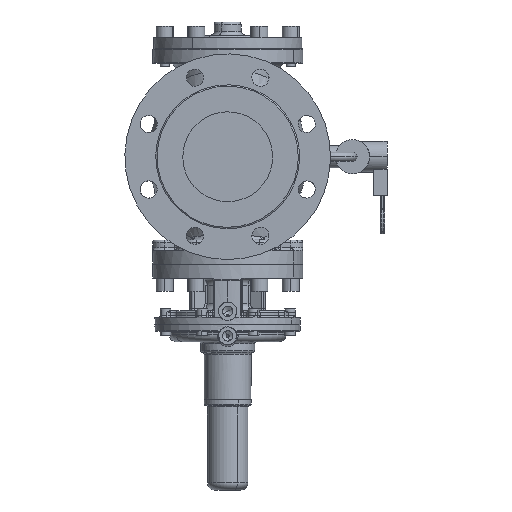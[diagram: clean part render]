
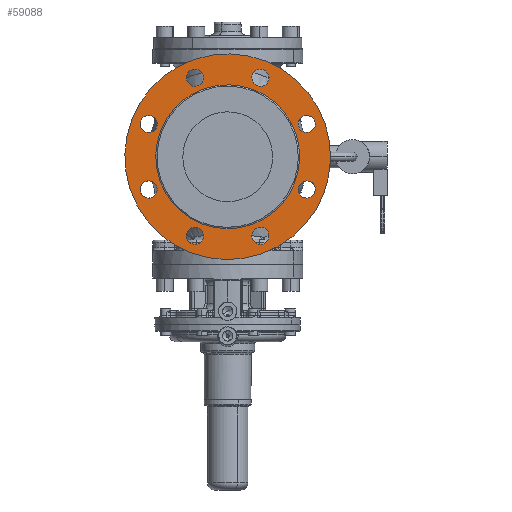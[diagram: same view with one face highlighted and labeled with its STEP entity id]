
A CAD part, left-side view. The second image highlights one B-rep face of the part: STEP entity #59088.
In plain terms, the highlighted planar face has unit normal (-1, 0, 0).
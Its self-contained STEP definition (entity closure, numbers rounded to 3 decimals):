
#58865=CARTESIAN_POINT('Axis2P3D Location',(-148.5,36.451,-88.)) ;
#58869=CARTESIAN_POINT('Vertex',(-148.5,28.07,-92.578)) ;
#58871=CARTESIAN_POINT('Vertex',(-148.5,44.832,-83.421)) ;
#58900=CARTESIAN_POINT('Axis2P3D Location',(-148.5,36.451,-88.)) ;
#58917=CARTESIAN_POINT('Axis2P3D Location',(-148.5,80.1,0.)) ;
#58922=CARTESIAN_POINT('Axis2P3D Location',(-148.5,0.,0.)) ;
#58926=CARTESIAN_POINT('Vertex',(-148.5,-100.483,54.894)) ;
#58928=CARTESIAN_POINT('Vertex',(-148.5,100.483,-54.894)) ;
#58931=CARTESIAN_POINT('Axis2P3D Location',(-148.5,0.,0.)) ;
#58944=CARTESIAN_POINT('Axis2P3D Location',(-148.5,0.,0.)) ;
#58948=CARTESIAN_POINT('Vertex',(-148.5,70.294,-38.402)) ;
#58950=CARTESIAN_POINT('Vertex',(-148.5,-70.294,38.402)) ;
#58953=CARTESIAN_POINT('Axis2P3D Location',(-148.5,0.,0.)) ;
#58962=CARTESIAN_POINT('Axis2P3D Location',(-148.5,-36.451,-88.)) ;
#58966=CARTESIAN_POINT('Vertex',(-148.5,-45.614,-85.311)) ;
#58968=CARTESIAN_POINT('Vertex',(-148.5,-27.287,-90.688)) ;
#58971=CARTESIAN_POINT('Axis2P3D Location',(-148.5,-36.451,-88.)) ;
#58980=CARTESIAN_POINT('Axis2P3D Location',(-148.5,-88.,-36.451)) ;
#58984=CARTESIAN_POINT('Vertex',(-148.5,-92.578,-28.07)) ;
#58986=CARTESIAN_POINT('Vertex',(-148.5,-83.421,-44.832)) ;
#58989=CARTESIAN_POINT('Axis2P3D Location',(-148.5,-88.,-36.451)) ;
#58998=CARTESIAN_POINT('Axis2P3D Location',(-148.5,-88.,36.451)) ;
#59002=CARTESIAN_POINT('Vertex',(-148.5,-85.311,45.614)) ;
#59004=CARTESIAN_POINT('Vertex',(-148.5,-90.688,27.287)) ;
#59007=CARTESIAN_POINT('Axis2P3D Location',(-148.5,-88.,36.451)) ;
#59016=CARTESIAN_POINT('Axis2P3D Location',(-148.5,-36.451,88.)) ;
#59020=CARTESIAN_POINT('Vertex',(-148.5,-28.07,92.578)) ;
#59022=CARTESIAN_POINT('Vertex',(-148.5,-44.832,83.421)) ;
#59025=CARTESIAN_POINT('Axis2P3D Location',(-148.5,-36.451,88.)) ;
#59034=CARTESIAN_POINT('Axis2P3D Location',(-148.5,36.451,88.)) ;
#59038=CARTESIAN_POINT('Vertex',(-148.5,45.614,85.311)) ;
#59040=CARTESIAN_POINT('Vertex',(-148.5,27.287,90.688)) ;
#59043=CARTESIAN_POINT('Axis2P3D Location',(-148.5,36.451,88.)) ;
#59052=CARTESIAN_POINT('Axis2P3D Location',(-148.5,88.,36.451)) ;
#59056=CARTESIAN_POINT('Vertex',(-148.5,92.578,28.07)) ;
#59058=CARTESIAN_POINT('Vertex',(-148.5,83.421,44.832)) ;
#59061=CARTESIAN_POINT('Axis2P3D Location',(-148.5,88.,36.451)) ;
#59070=CARTESIAN_POINT('Axis2P3D Location',(-148.5,88.,-36.451)) ;
#59074=CARTESIAN_POINT('Vertex',(-148.5,85.311,-45.614)) ;
#59076=CARTESIAN_POINT('Vertex',(-148.5,90.688,-27.287)) ;
#59079=CARTESIAN_POINT('Axis2P3D Location',(-148.5,88.,-36.451)) ;
#58866=DIRECTION('Axis2P3D Direction',(1.,0.,-0.)) ;
#58901=DIRECTION('Axis2P3D Direction',(1.,0.,-0.)) ;
#58918=DIRECTION('Axis2P3D Direction',(-1.,0.,0.)) ;
#58919=DIRECTION('Axis2P3D XDirection',(0.,1.,0.)) ;
#58923=DIRECTION('Axis2P3D Direction',(-1.,0.,0.)) ;
#58932=DIRECTION('Axis2P3D Direction',(-1.,0.,0.)) ;
#58945=DIRECTION('Axis2P3D Direction',(-1.,0.,0.)) ;
#58954=DIRECTION('Axis2P3D Direction',(-1.,0.,0.)) ;
#58963=DIRECTION('Axis2P3D Direction',(-1.,0.,0.)) ;
#58972=DIRECTION('Axis2P3D Direction',(-1.,0.,0.)) ;
#58981=DIRECTION('Axis2P3D Direction',(-1.,0.,0.)) ;
#58990=DIRECTION('Axis2P3D Direction',(-1.,0.,0.)) ;
#58999=DIRECTION('Axis2P3D Direction',(-1.,0.,0.)) ;
#59008=DIRECTION('Axis2P3D Direction',(-1.,0.,0.)) ;
#59017=DIRECTION('Axis2P3D Direction',(-1.,0.,0.)) ;
#59026=DIRECTION('Axis2P3D Direction',(-1.,0.,0.)) ;
#59035=DIRECTION('Axis2P3D Direction',(-1.,0.,0.)) ;
#59044=DIRECTION('Axis2P3D Direction',(-1.,0.,0.)) ;
#59053=DIRECTION('Axis2P3D Direction',(-1.,0.,0.)) ;
#59062=DIRECTION('Axis2P3D Direction',(-1.,0.,0.)) ;
#59071=DIRECTION('Axis2P3D Direction',(-1.,0.,0.)) ;
#59080=DIRECTION('Axis2P3D Direction',(-1.,0.,0.)) ;
#58867=AXIS2_PLACEMENT_3D('Circle Axis2P3D',#58865,#58866,$) ;
#58902=AXIS2_PLACEMENT_3D('Circle Axis2P3D',#58900,#58901,$) ;
#58920=AXIS2_PLACEMENT_3D('Plane Axis2P3D',#58917,#58918,#58919) ;
#58924=AXIS2_PLACEMENT_3D('Circle Axis2P3D',#58922,#58923,$) ;
#58933=AXIS2_PLACEMENT_3D('Circle Axis2P3D',#58931,#58932,$) ;
#58946=AXIS2_PLACEMENT_3D('Circle Axis2P3D',#58944,#58945,$) ;
#58955=AXIS2_PLACEMENT_3D('Circle Axis2P3D',#58953,#58954,$) ;
#58964=AXIS2_PLACEMENT_3D('Circle Axis2P3D',#58962,#58963,$) ;
#58973=AXIS2_PLACEMENT_3D('Circle Axis2P3D',#58971,#58972,$) ;
#58982=AXIS2_PLACEMENT_3D('Circle Axis2P3D',#58980,#58981,$) ;
#58991=AXIS2_PLACEMENT_3D('Circle Axis2P3D',#58989,#58990,$) ;
#59000=AXIS2_PLACEMENT_3D('Circle Axis2P3D',#58998,#58999,$) ;
#59009=AXIS2_PLACEMENT_3D('Circle Axis2P3D',#59007,#59008,$) ;
#59018=AXIS2_PLACEMENT_3D('Circle Axis2P3D',#59016,#59017,$) ;
#59027=AXIS2_PLACEMENT_3D('Circle Axis2P3D',#59025,#59026,$) ;
#59036=AXIS2_PLACEMENT_3D('Circle Axis2P3D',#59034,#59035,$) ;
#59045=AXIS2_PLACEMENT_3D('Circle Axis2P3D',#59043,#59044,$) ;
#59054=AXIS2_PLACEMENT_3D('Circle Axis2P3D',#59052,#59053,$) ;
#59063=AXIS2_PLACEMENT_3D('Circle Axis2P3D',#59061,#59062,$) ;
#59072=AXIS2_PLACEMENT_3D('Circle Axis2P3D',#59070,#59071,$) ;
#59081=AXIS2_PLACEMENT_3D('Circle Axis2P3D',#59079,#59080,$) ;
#58868=CIRCLE('generated circle',#58867,9.55) ;
#58903=CIRCLE('generated circle',#58902,9.55) ;
#58925=CIRCLE('generated circle',#58924,114.5) ;
#58934=CIRCLE('generated circle',#58933,114.5) ;
#58947=CIRCLE('generated circle',#58946,80.1) ;
#58956=CIRCLE('generated circle',#58955,80.1) ;
#58965=CIRCLE('generated circle',#58964,9.55) ;
#58974=CIRCLE('generated circle',#58973,9.55) ;
#58983=CIRCLE('generated circle',#58982,9.55) ;
#58992=CIRCLE('generated circle',#58991,9.55) ;
#59001=CIRCLE('generated circle',#59000,9.55) ;
#59010=CIRCLE('generated circle',#59009,9.55) ;
#59019=CIRCLE('generated circle',#59018,9.55) ;
#59028=CIRCLE('generated circle',#59027,9.55) ;
#59037=CIRCLE('generated circle',#59036,9.55) ;
#59046=CIRCLE('generated circle',#59045,9.55) ;
#59055=CIRCLE('generated circle',#59054,9.55) ;
#59064=CIRCLE('generated circle',#59063,9.55) ;
#59073=CIRCLE('generated circle',#59072,9.55) ;
#59082=CIRCLE('generated circle',#59081,9.55) ;
#58921=PLANE('',#58920) ;
#58943=FACE_BOUND('',#58940,.T.) ;
#58961=FACE_BOUND('',#58958,.T.) ;
#58979=FACE_BOUND('',#58976,.T.) ;
#58997=FACE_BOUND('',#58994,.T.) ;
#59015=FACE_BOUND('',#59012,.T.) ;
#59033=FACE_BOUND('',#59030,.T.) ;
#59051=FACE_BOUND('',#59048,.T.) ;
#59069=FACE_BOUND('',#59066,.T.) ;
#59087=FACE_BOUND('',#59084,.T.) ;
#58873=EDGE_CURVE('',#58870,#58872,#58868,.F.) ;
#58904=EDGE_CURVE('',#58872,#58870,#58903,.F.) ;
#58930=EDGE_CURVE('',#58927,#58929,#58925,.T.) ;
#58935=EDGE_CURVE('',#58929,#58927,#58934,.T.) ;
#58952=EDGE_CURVE('',#58949,#58951,#58947,.T.) ;
#58957=EDGE_CURVE('',#58951,#58949,#58956,.T.) ;
#58970=EDGE_CURVE('',#58967,#58969,#58965,.T.) ;
#58975=EDGE_CURVE('',#58969,#58967,#58974,.T.) ;
#58988=EDGE_CURVE('',#58985,#58987,#58983,.T.) ;
#58993=EDGE_CURVE('',#58987,#58985,#58992,.T.) ;
#59006=EDGE_CURVE('',#59003,#59005,#59001,.T.) ;
#59011=EDGE_CURVE('',#59005,#59003,#59010,.T.) ;
#59024=EDGE_CURVE('',#59021,#59023,#59019,.T.) ;
#59029=EDGE_CURVE('',#59023,#59021,#59028,.T.) ;
#59042=EDGE_CURVE('',#59039,#59041,#59037,.T.) ;
#59047=EDGE_CURVE('',#59041,#59039,#59046,.T.) ;
#59060=EDGE_CURVE('',#59057,#59059,#59055,.T.) ;
#59065=EDGE_CURVE('',#59059,#59057,#59064,.T.) ;
#59078=EDGE_CURVE('',#59075,#59077,#59073,.T.) ;
#59083=EDGE_CURVE('',#59077,#59075,#59082,.T.) ;
#58936=EDGE_LOOP('',(#58937,#58938)) ;
#58940=EDGE_LOOP('',(#58941,#58942)) ;
#58958=EDGE_LOOP('',(#58959,#58960)) ;
#58976=EDGE_LOOP('',(#58977,#58978)) ;
#58994=EDGE_LOOP('',(#58995,#58996)) ;
#59012=EDGE_LOOP('',(#59013,#59014)) ;
#59030=EDGE_LOOP('',(#59031,#59032)) ;
#59048=EDGE_LOOP('',(#59049,#59050)) ;
#59066=EDGE_LOOP('',(#59067,#59068)) ;
#59084=EDGE_LOOP('',(#59085,#59086)) ;
#58937=ORIENTED_EDGE('',*,*,#58930,.T.) ;
#58938=ORIENTED_EDGE('',*,*,#58935,.T.) ;
#58941=ORIENTED_EDGE('',*,*,#58873,.F.) ;
#58942=ORIENTED_EDGE('',*,*,#58904,.F.) ;
#58959=ORIENTED_EDGE('',*,*,#58952,.F.) ;
#58960=ORIENTED_EDGE('',*,*,#58957,.F.) ;
#58977=ORIENTED_EDGE('',*,*,#58970,.F.) ;
#58978=ORIENTED_EDGE('',*,*,#58975,.F.) ;
#58995=ORIENTED_EDGE('',*,*,#58988,.F.) ;
#58996=ORIENTED_EDGE('',*,*,#58993,.F.) ;
#59013=ORIENTED_EDGE('',*,*,#59006,.F.) ;
#59014=ORIENTED_EDGE('',*,*,#59011,.F.) ;
#59031=ORIENTED_EDGE('',*,*,#59024,.F.) ;
#59032=ORIENTED_EDGE('',*,*,#59029,.F.) ;
#59049=ORIENTED_EDGE('',*,*,#59042,.F.) ;
#59050=ORIENTED_EDGE('',*,*,#59047,.F.) ;
#59067=ORIENTED_EDGE('',*,*,#59060,.F.) ;
#59068=ORIENTED_EDGE('',*,*,#59065,.F.) ;
#59085=ORIENTED_EDGE('',*,*,#59078,.F.) ;
#59086=ORIENTED_EDGE('',*,*,#59083,.F.) ;
#58870=VERTEX_POINT('',#58869) ;
#58872=VERTEX_POINT('',#58871) ;
#58927=VERTEX_POINT('',#58926) ;
#58929=VERTEX_POINT('',#58928) ;
#58949=VERTEX_POINT('',#58948) ;
#58951=VERTEX_POINT('',#58950) ;
#58967=VERTEX_POINT('',#58966) ;
#58969=VERTEX_POINT('',#58968) ;
#58985=VERTEX_POINT('',#58984) ;
#58987=VERTEX_POINT('',#58986) ;
#59003=VERTEX_POINT('',#59002) ;
#59005=VERTEX_POINT('',#59004) ;
#59021=VERTEX_POINT('',#59020) ;
#59023=VERTEX_POINT('',#59022) ;
#59039=VERTEX_POINT('',#59038) ;
#59041=VERTEX_POINT('',#59040) ;
#59057=VERTEX_POINT('',#59056) ;
#59059=VERTEX_POINT('',#59058) ;
#59075=VERTEX_POINT('',#59074) ;
#59077=VERTEX_POINT('',#59076) ;
#59088=ADVANCED_FACE('Hauptk\X2\00F6\X0\rper',(#58939,#58943,#58961,#58979,#58997,#59015,#59033,#59051,#59069,#59087),#58921,.T.) ;
#58939=FACE_OUTER_BOUND('',#58936,.T.) ;
